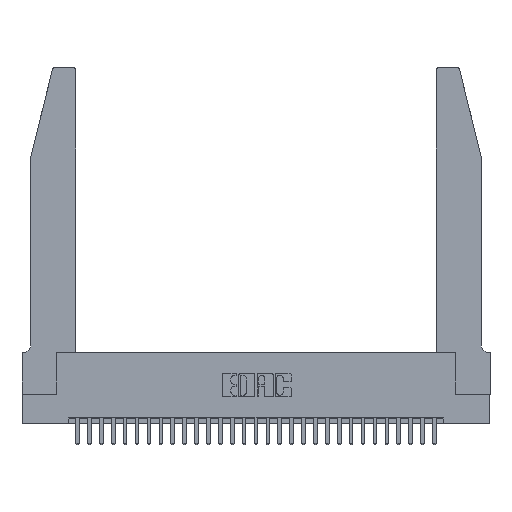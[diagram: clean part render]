
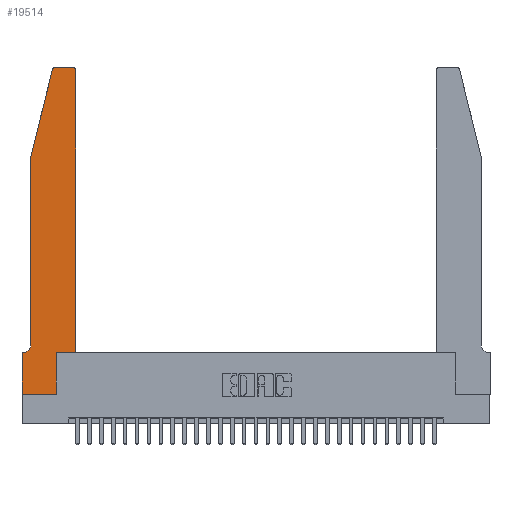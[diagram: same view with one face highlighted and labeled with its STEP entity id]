
A CAD part, top view. The second image highlights one B-rep face of the part: STEP entity #19514.
In plain terms, the highlighted planar face has unit normal (0, 0, 1).
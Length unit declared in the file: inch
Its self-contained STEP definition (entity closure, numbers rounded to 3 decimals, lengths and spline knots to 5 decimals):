
#98 = VECTOR ( 'NONE', #30662, 39.37008 ) ;
#304 = DIRECTION ( 'NONE',  ( 0., 0., 1. ) ) ;
#436 = CARTESIAN_POINT ( 'NONE',  ( 0.0755, 2., 0.37 ) ) ;
#622 = AXIS2_PLACEMENT_3D ( 'NONE', #3307, #5690, #1004 ) ;
#728 = ORIENTED_EDGE ( 'NONE', *, *, #8943, .T. ) ;
#866 = EDGE_CURVE ( 'NONE', #17929, #13141, #27048, .T. ) ;
#1004 = DIRECTION ( 'NONE',  ( -1., 0., 0. ) ) ;
#1702 = LINE ( 'NONE', #19907, #17720 ) ;
#1952 = VERTEX_POINT ( 'NONE', #20052 ) ;
#2243 = CARTESIAN_POINT ( 'NONE',  ( 0., 0., 0.37 ) ) ;
#2347 = DIRECTION ( 'NONE',  ( 0., 0., 1. ) ) ;
#3165 = EDGE_CURVE ( 'NONE', #21934, #13688, #1702, .T. ) ;
#3277 = CARTESIAN_POINT ( 'NONE',  ( 0., 0.35, 0.37 ) ) ;
#3307 = CARTESIAN_POINT ( 'NONE',  ( 0.0055, 0.42, 0.37 ) ) ;
#3962 = ORIENTED_EDGE ( 'NONE', *, *, #5622, .T. ) ;
#4163 = VECTOR ( 'NONE', #18909, 39.37008 ) ;
#4188 = CARTESIAN_POINT ( 'NONE',  ( 0.4505, 0.35, 0.37 ) ) ;
#4255 = CARTESIAN_POINT ( 'NONE',  ( 0.0755, 0.42, 0.37 ) ) ;
#5117 = ORIENTED_EDGE ( 'NONE', *, *, #5772, .T. ) ;
#5361 = CARTESIAN_POINT ( 'NONE',  ( 0.284, 2.75, 0.37 ) ) ;
#5622 = EDGE_CURVE ( 'NONE', #10380, #15870, #21289, .T. ) ;
#5690 = DIRECTION ( 'NONE',  ( 0., 0., -1. ) ) ;
#5772 = EDGE_CURVE ( 'NONE', #15870, #19406, #17254, .T. ) ;
#5943 = CARTESIAN_POINT ( 'NONE',  ( 0.0755, 0.35, 0.37 ) ) ;
#6740 = LINE ( 'NONE', #12084, #4163 ) ;
#7556 = VERTEX_POINT ( 'NONE', #436 ) ;
#7722 = LINE ( 'NONE', #14518, #18879 ) ;
#8333 = CARTESIAN_POINT ( 'NONE',  ( 0.0755, 2., 0.37 ) ) ;
#8373 = LINE ( 'NONE', #29464, #8747 ) ;
#8747 = VECTOR ( 'NONE', #10570, 39.37008 ) ;
#8943 = EDGE_CURVE ( 'NONE', #29786, #10380, #18723, .T. ) ;
#10167 = LINE ( 'NONE', #25253, #26776 ) ;
#10197 = CARTESIAN_POINT ( 'NONE',  ( 0.0055, 0.35, 0.37 ) ) ;
#10380 = VERTEX_POINT ( 'NONE', #10197 ) ;
#10500 = CARTESIAN_POINT ( 'NONE',  ( 0.4505, 2.72, 0.37 ) ) ;
#10570 = DIRECTION ( 'NONE',  ( 0., 1., 0. ) ) ;
#10704 = AXIS2_PLACEMENT_3D ( 'NONE', #26308, #304, #21708 ) ;
#10801 = ORIENTED_EDGE ( 'NONE', *, *, #26619, .T. ) ;
#10933 = VECTOR ( 'NONE', #16054, 39.37008 ) ;
#11061 = VERTEX_POINT ( 'NONE', #10500 ) ;
#11800 = CARTESIAN_POINT ( 'NONE',  ( 0.2865, 0.35, 0.37 ) ) ;
#12084 = CARTESIAN_POINT ( 'NONE',  ( 0.2605, 2.75, 0.37 ) ) ;
#12234 = DIRECTION ( 'NONE',  ( 0., -1., 0. ) ) ;
#12482 = ORIENTED_EDGE ( 'NONE', *, *, #30674, .T. ) ;
#13141 = VERTEX_POINT ( 'NONE', #25445 ) ;
#13415 = CIRCLE ( 'NONE', #10704, 0.03 ) ;
#13521 = DIRECTION ( 'NONE',  ( 0., 1., 0. ) ) ;
#13666 = CARTESIAN_POINT ( 'NONE',  ( 0., 0., 0.37 ) ) ;
#13688 = VERTEX_POINT ( 'NONE', #4188 ) ;
#14059 = CARTESIAN_POINT ( 'NONE',  ( 0., 0.35, 0.37 ) ) ;
#14235 = ORIENTED_EDGE ( 'NONE', *, *, #28532, .T. ) ;
#14518 = CARTESIAN_POINT ( 'NONE',  ( 0.0755, 2., 0.37 ) ) ;
#15028 = VECTOR ( 'NONE', #29443, 39.37008 ) ;
#15797 = FACE_OUTER_BOUND ( 'NONE', #26528, .T. ) ;
#15870 = VERTEX_POINT ( 'NONE', #3277 ) ;
#16054 = DIRECTION ( 'NONE',  ( 0., -1., 0. ) ) ;
#16443 = DIRECTION ( 'NONE',  ( 1., 0., 0. ) ) ;
#16665 = CARTESIAN_POINT ( 'NONE',  ( 0.284, 2.72, 0.37 ) ) ;
#17254 = LINE ( 'NONE', #13666, #10933 ) ;
#17500 = ORIENTED_EDGE ( 'NONE', *, *, #3165, .T. ) ;
#17605 = LINE ( 'NONE', #28499, #19430 ) ;
#17720 = VECTOR ( 'NONE', #26457, 39.37008 ) ;
#17746 = ORIENTED_EDGE ( 'NONE', *, *, #19898, .T. ) ;
#17929 = VERTEX_POINT ( 'NONE', #5361 ) ;
#18723 = CIRCLE ( 'NONE', #622, 0.07 ) ;
#18879 = VECTOR ( 'NONE', #12234, 39.37008 ) ;
#18909 = DIRECTION ( 'NONE',  ( -1., 0., 0. ) ) ;
#19406 = VERTEX_POINT ( 'NONE', #2243 ) ;
#19430 = VECTOR ( 'NONE', #25831, 39.37008 ) ;
#19514 = ADVANCED_FACE ( 'NONE', ( #15797 ), #23945, .T. ) ;
#19898 = EDGE_CURVE ( 'NONE', #21631, #21934, #8373, .T. ) ;
#19907 = CARTESIAN_POINT ( 'NONE',  ( 0.4505, 0.35, 0.37 ) ) ;
#20052 = CARTESIAN_POINT ( 'NONE',  ( 0.4205, 2.75, 0.37 ) ) ;
#21289 = LINE ( 'NONE', #5943, #15028 ) ;
#21400 = ORIENTED_EDGE ( 'NONE', *, *, #27897, .T. ) ;
#21626 = ORIENTED_EDGE ( 'NONE', *, *, #26053, .T. ) ;
#21631 = VERTEX_POINT ( 'NONE', #27459 ) ;
#21708 = DIRECTION ( 'NONE',  ( 1., 0., 0. ) ) ;
#21934 = VERTEX_POINT ( 'NONE', #11800 ) ;
#23945 = PLANE ( 'NONE',  #24267 ) ;
#24267 = AXIS2_PLACEMENT_3D ( 'NONE', #14059, #30534, #16443 ) ;
#25253 = CARTESIAN_POINT ( 'NONE',  ( 0.4505, 0.35, 0.37 ) ) ;
#25445 = CARTESIAN_POINT ( 'NONE',  ( 0.25487, 2.72718, 0.37 ) ) ;
#25578 = ORIENTED_EDGE ( 'NONE', *, *, #866, .T. ) ;
#25831 = DIRECTION ( 'NONE',  ( 1., 0., 0. ) ) ;
#26053 = EDGE_CURVE ( 'NONE', #11061, #1952, #13415, .T. ) ;
#26074 = DIRECTION ( 'NONE',  ( 1., 0., 0. ) ) ;
#26273 = ORIENTED_EDGE ( 'NONE', *, *, #27017, .T. ) ;
#26308 = CARTESIAN_POINT ( 'NONE',  ( 0.4205, 2.72, 0.37 ) ) ;
#26457 = DIRECTION ( 'NONE',  ( 1., 0., 0. ) ) ;
#26528 = EDGE_LOOP ( 'NONE', ( #14235, #25578, #10801, #12482, #728, #3962, #5117, #21400, #17746, #17500, #26273, #21626 ) ) ;
#26619 = EDGE_CURVE ( 'NONE', #13141, #7556, #27528, .T. ) ;
#26776 = VECTOR ( 'NONE', #13521, 39.37008 ) ;
#27017 = EDGE_CURVE ( 'NONE', #13688, #11061, #10167, .T. ) ;
#27048 = CIRCLE ( 'NONE', #28817, 0.03 ) ;
#27459 = CARTESIAN_POINT ( 'NONE',  ( 0.2865, 0., 0.37 ) ) ;
#27528 = LINE ( 'NONE', #8333, #98 ) ;
#27897 = EDGE_CURVE ( 'NONE', #19406, #21631, #17605, .T. ) ;
#28499 = CARTESIAN_POINT ( 'NONE',  ( 0., 0., 0.37 ) ) ;
#28532 = EDGE_CURVE ( 'NONE', #1952, #17929, #6740, .T. ) ;
#28817 = AXIS2_PLACEMENT_3D ( 'NONE', #16665, #2347, #26074 ) ;
#29443 = DIRECTION ( 'NONE',  ( -1., 0., 0. ) ) ;
#29464 = CARTESIAN_POINT ( 'NONE',  ( 0.2865, 0.35, 0.37 ) ) ;
#29786 = VERTEX_POINT ( 'NONE', #4255 ) ;
#30534 = DIRECTION ( 'NONE',  ( 0., 0., 1. ) ) ;
#30662 = DIRECTION ( 'NONE',  ( -0.239, -0.971, 0. ) ) ;
#30674 = EDGE_CURVE ( 'NONE', #7556, #29786, #7722, .T. ) ;
